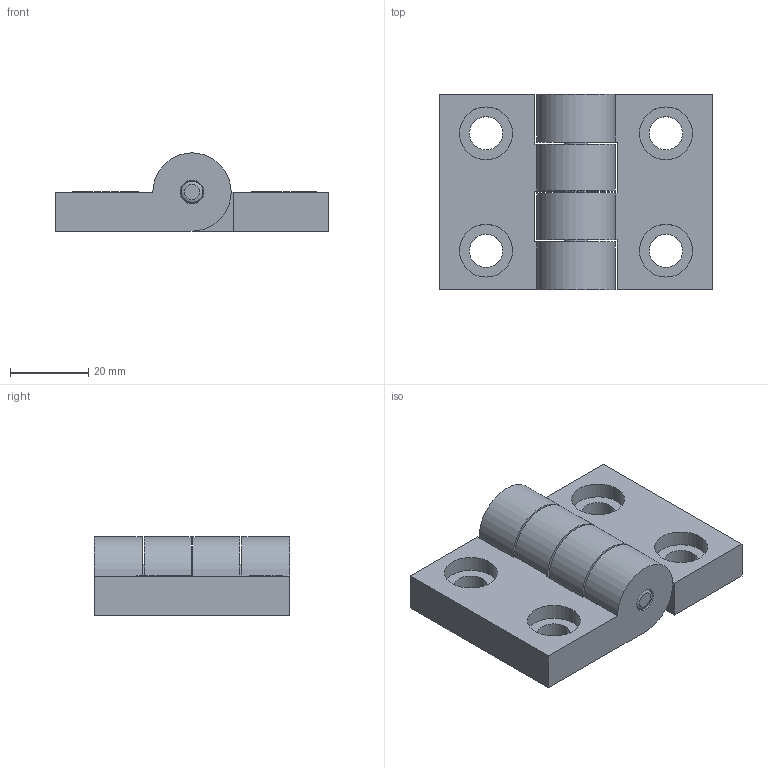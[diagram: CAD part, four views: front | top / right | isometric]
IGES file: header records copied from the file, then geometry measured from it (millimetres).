
Global section: file name: 604545.8.stp.ipt; native system: Autodesk Inventor 2014; preprocessor: unknown; author: zeman; date: 20151020.100050; units: millimetre
Bounding box: 70 x 50 x 20 mm (x, y, z)
Volume: 37355.2 mm3; surface area: 15510.8 mm2
Topology: 3 solids, 3 shells, 135 faces, 384 edges, 259 vertices
Faces by surface type: plane 116, revolution 14, cylinder 5
Full cylindrical faces by diameter (mm): 6 x1
